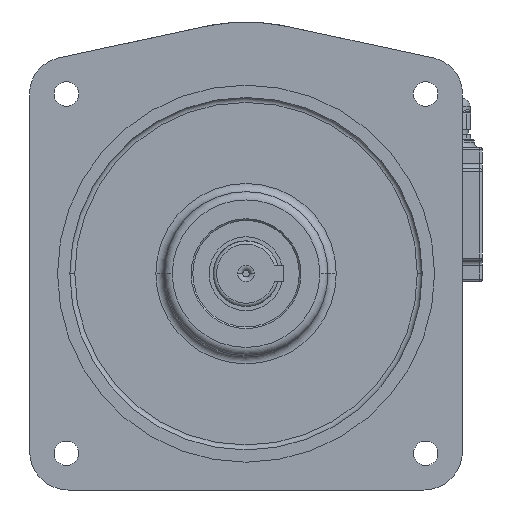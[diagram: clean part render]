
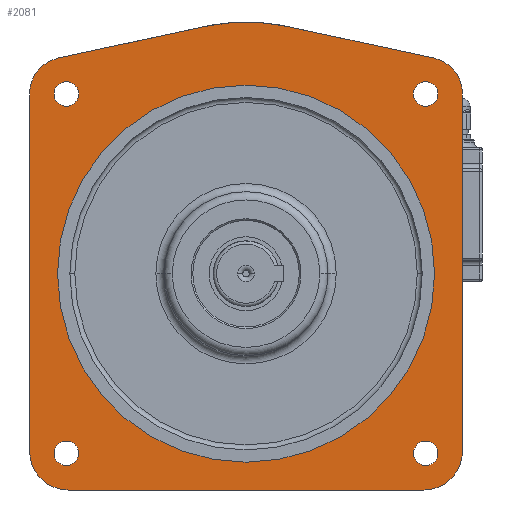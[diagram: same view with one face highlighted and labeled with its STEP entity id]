
A CAD part, left-side view. The second image highlights one B-rep face of the part: STEP entity #2081.
In plain terms, the highlighted planar face has unit normal (-1, 0, 0).
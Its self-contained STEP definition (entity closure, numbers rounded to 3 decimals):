
#208=CARTESIAN_POINT('',(-0.23,0.,0.));
#209=DIRECTION('',(1.,0.,0.));
#210=DIRECTION('',(0.,0.211,0.978));
#211=AXIS2_PLACEMENT_3D('',#208,#209,#210);
#398=DIRECTION('',(0.,0.,1.));
#399=VECTOR('',#398,215.926);
#400=CARTESIAN_POINT('',(-0.23,-132.,-144.5));
#401=LINE('',#400,#399);
#406=CARTESIAN_POINT('',(-0.23,0.,-36.04));
#407=DIRECTION('',(1.,0.,0.));
#408=DIRECTION('',(0.,1.,0.));
#409=AXIS2_PLACEMENT_3D('',#406,#407,#408);
#411=CARTESIAN_POINT('',(-0.23,0.,-36.04));
#412=DIRECTION('',(1.,0.,0.));
#413=DIRECTION('',(0.,-1.,0.));
#414=AXIS2_PLACEMENT_3D('',#411,#412,#413);
#915=DIRECTION('',(0.,0.978,0.211));
#916=VECTOR('',#915,91.645);
#917=CARTESIAN_POINT('',(-0.23,-114.342,95.557));
#918=LINE('',#917,#916);
#923=CARTESIAN_POINT('',(-0.23,-109.602,73.562));
#924=DIRECTION('',(-1.,0.,0.));
#925=DIRECTION('',(0.,-0.995,-0.095));
#926=AXIS2_PLACEMENT_3D('',#923,#924,#925);
#936=CARTESIAN_POINT('',(-0.23,-108.5,-144.5));
#937=DIRECTION('',(1.,0.,0.));
#938=DIRECTION('',(0.,-1.,0.));
#939=AXIS2_PLACEMENT_3D('',#936,#937,#938);
#945=DIRECTION('',(0.,-1.,0.));
#946=VECTOR('',#945,217.);
#947=CARTESIAN_POINT('',(-0.23,108.5,-168.));
#948=LINE('',#947,#946);
#1043=DIRECTION('',(0.,0.,-1.));
#1044=VECTOR('',#1043,215.926);
#1045=CARTESIAN_POINT('',(-0.23,132.,71.426));
#1046=LINE('',#1045,#1044);
#1051=CARTESIAN_POINT('',(-0.23,108.5,-144.5));
#1052=DIRECTION('',(1.,0.,0.));
#1053=DIRECTION('',(0.,0.,-1.));
#1054=AXIS2_PLACEMENT_3D('',#1051,#1052,#1053);
#1060=CARTESIAN_POINT('',(-0.23,109.602,73.562));
#1061=DIRECTION('',(-1.,0.,0.));
#1062=DIRECTION('',(0.,0.211,0.978));
#1063=AXIS2_PLACEMENT_3D('',#1060,#1061,#1062);
#1073=DIRECTION('',(0.,0.978,-0.211));
#1074=VECTOR('',#1073,91.645);
#1075=CARTESIAN_POINT('',(-0.23,24.753,114.863));
#1076=LINE('',#1075,#1074);
#1085=CARTESIAN_POINT('',(-0.23,109.602,-145.642));
#1086=DIRECTION('',(-1.,0.,0.));
#1087=DIRECTION('',(0.,1.,0.));
#1088=AXIS2_PLACEMENT_3D('',#1085,#1086,#1087);
#1094=CARTESIAN_POINT('',(-0.23,109.602,-145.642));
#1095=DIRECTION('',(-1.,0.,0.));
#1096=DIRECTION('',(0.,-1.,0.));
#1097=AXIS2_PLACEMENT_3D('',#1094,#1095,#1096);
#1103=CARTESIAN_POINT('',(-0.23,109.602,73.562));
#1104=DIRECTION('',(-1.,0.,0.));
#1105=DIRECTION('',(0.,0.,1.));
#1106=AXIS2_PLACEMENT_3D('',#1103,#1104,#1105);
#1112=CARTESIAN_POINT('',(-0.23,109.602,73.562));
#1113=DIRECTION('',(-1.,0.,0.));
#1114=DIRECTION('',(0.,0.,-1.));
#1115=AXIS2_PLACEMENT_3D('',#1112,#1113,#1114);
#1131=CARTESIAN_POINT('',(-0.23,-109.602,-145.642));
#1132=DIRECTION('',(-1.,0.,0.));
#1133=DIRECTION('',(0.,0.,-1.));
#1134=AXIS2_PLACEMENT_3D('',#1131,#1132,#1133);
#1140=CARTESIAN_POINT('',(-0.23,-109.602,-145.642));
#1141=DIRECTION('',(-1.,0.,0.));
#1142=DIRECTION('',(0.,0.,1.));
#1143=AXIS2_PLACEMENT_3D('',#1140,#1141,#1142);
#1149=CARTESIAN_POINT('',(-0.23,-109.602,73.562));
#1150=DIRECTION('',(-1.,0.,0.));
#1151=DIRECTION('',(0.,-1.,0.));
#1152=AXIS2_PLACEMENT_3D('',#1149,#1150,#1151);
#1158=CARTESIAN_POINT('',(-0.23,-109.602,73.562));
#1159=DIRECTION('',(-1.,0.,0.));
#1160=DIRECTION('',(0.,1.,0.));
#1161=AXIS2_PLACEMENT_3D('',#1158,#1159,#1160);
#1505=CARTESIAN_POINT('',(-0.23,115.,-36.04));
#1506=CARTESIAN_POINT('',(-0.23,-115.,-36.04));
#1507=VERTEX_POINT('',#1505);
#1508=VERTEX_POINT('',#1506);
#1509=CARTESIAN_POINT('',(-0.23,24.753,114.863));
#1510=CARTESIAN_POINT('',(-0.23,-24.753,114.863));
#1511=VERTEX_POINT('',#1509);
#1512=VERTEX_POINT('',#1510);
#1513=CARTESIAN_POINT('',(-0.23,-132.,-144.5));
#1514=CARTESIAN_POINT('',(-0.23,-132.,71.426));
#1515=VERTEX_POINT('',#1513);
#1516=VERTEX_POINT('',#1514);
#1517=CARTESIAN_POINT('',(-0.23,-114.342,95.557));
#1518=VERTEX_POINT('',#1517);
#1519=CARTESIAN_POINT('',(-0.23,114.342,95.557));
#1520=VERTEX_POINT('',#1519);
#1521=CARTESIAN_POINT('',(-0.23,132.,71.426));
#1522=VERTEX_POINT('',#1521);
#1523=CARTESIAN_POINT('',(-0.23,132.,-144.5));
#1524=VERTEX_POINT('',#1523);
#1525=CARTESIAN_POINT('',(-0.23,108.5,-168.));
#1526=CARTESIAN_POINT('',(-0.23,-108.5,-168.));
#1527=VERTEX_POINT('',#1525);
#1528=VERTEX_POINT('',#1526);
#1529=CARTESIAN_POINT('',(-0.23,117.102,-145.642));
#1530=CARTESIAN_POINT('',(-0.23,102.102,-145.642));
#1531=VERTEX_POINT('',#1529);
#1532=VERTEX_POINT('',#1530);
#1533=CARTESIAN_POINT('',(-0.23,-109.602,-153.142));
#1534=CARTESIAN_POINT('',(-0.23,-109.602,-138.142));
#1535=VERTEX_POINT('',#1533);
#1536=VERTEX_POINT('',#1534);
#1537=CARTESIAN_POINT('',(-0.23,-117.102,73.562));
#1538=CARTESIAN_POINT('',(-0.23,-102.102,73.562));
#1539=VERTEX_POINT('',#1537);
#1540=VERTEX_POINT('',#1538);
#1541=CARTESIAN_POINT('',(-0.23,109.602,81.062));
#1542=CARTESIAN_POINT('',(-0.23,109.602,66.062));
#1543=VERTEX_POINT('',#1541);
#1544=VERTEX_POINT('',#1542);
#2026=CARTESIAN_POINT('',(-0.23,0.,0.));
#2027=DIRECTION('',(-1.,0.,0.));
#2028=DIRECTION('',(0.,1.,0.));
#2029=AXIS2_PLACEMENT_3D('',#2026,#2027,#2028);
#2030=PLANE('',#2029);
#2031=ORIENTED_EDGE('',*,*,#1818,.T.);
#2033=ORIENTED_EDGE('',*,*,#2032,.F.);
#2035=ORIENTED_EDGE('',*,*,#2034,.F.);
#2036=ORIENTED_EDGE('',*,*,#2012,.F.);
#2038=ORIENTED_EDGE('',*,*,#2037,.T.);
#2040=ORIENTED_EDGE('',*,*,#2039,.F.);
#2042=ORIENTED_EDGE('',*,*,#2041,.T.);
#2044=ORIENTED_EDGE('',*,*,#2043,.F.);
#2046=ORIENTED_EDGE('',*,*,#2045,.F.);
#2048=ORIENTED_EDGE('',*,*,#2047,.F.);
#2049=EDGE_LOOP('',(#2031,#2033,#2035,#2036,#2038,#2040,#2042,#2044,#2046,
#2048));
#2050=FACE_OUTER_BOUND('',#2049,.F.);
#2052=ORIENTED_EDGE('',*,*,#2051,.F.);
#2054=ORIENTED_EDGE('',*,*,#2053,.F.);
#2055=EDGE_LOOP('',(#2052,#2054));
#2056=FACE_BOUND('',#2055,.F.);
#2058=ORIENTED_EDGE('',*,*,#2057,.T.);
#2060=ORIENTED_EDGE('',*,*,#2059,.T.);
#2061=EDGE_LOOP('',(#2058,#2060));
#2062=FACE_BOUND('',#2061,.F.);
#2064=ORIENTED_EDGE('',*,*,#2063,.T.);
#2066=ORIENTED_EDGE('',*,*,#2065,.T.);
#2067=EDGE_LOOP('',(#2064,#2066));
#2068=FACE_BOUND('',#2067,.F.);
#2070=ORIENTED_EDGE('',*,*,#2069,.T.);
#2072=ORIENTED_EDGE('',*,*,#2071,.T.);
#2073=EDGE_LOOP('',(#2070,#2072));
#2074=FACE_BOUND('',#2073,.F.);
#2076=ORIENTED_EDGE('',*,*,#2075,.T.);
#2078=ORIENTED_EDGE('',*,*,#2077,.T.);
#2079=EDGE_LOOP('',(#2076,#2078));
#2080=FACE_BOUND('',#2079,.F.);
#2081=ADVANCED_FACE('',(#2050,#2056,#2062,#2068,#2074,#2080),#2030,.T.);
#212=CIRCLE('',#211,117.5);
#410=CIRCLE('',#409,115.);
#415=CIRCLE('',#414,115.);
#927=CIRCLE('',#926,22.5);
#940=CIRCLE('',#939,23.5);
#1055=CIRCLE('',#1054,23.5);
#1064=CIRCLE('',#1063,22.5);
#1089=CIRCLE('',#1088,7.5);
#1098=CIRCLE('',#1097,7.5);
#1107=CIRCLE('',#1106,7.5);
#1116=CIRCLE('',#1115,7.5);
#1135=CIRCLE('',#1134,7.5);
#1144=CIRCLE('',#1143,7.5);
#1153=CIRCLE('',#1152,7.5);
#1162=CIRCLE('',#1161,7.5);
#1818=EDGE_CURVE('',#1511,#1512,#212,.T.);
#2012=EDGE_CURVE('',#1515,#1516,#401,.T.);
#2032=EDGE_CURVE('',#1518,#1512,#918,.T.);
#2034=EDGE_CURVE('',#1516,#1518,#927,.T.);
#2037=EDGE_CURVE('',#1515,#1528,#940,.T.);
#2039=EDGE_CURVE('',#1527,#1528,#948,.T.);
#2041=EDGE_CURVE('',#1527,#1524,#1055,.T.);
#2043=EDGE_CURVE('',#1522,#1524,#1046,.T.);
#2045=EDGE_CURVE('',#1520,#1522,#1064,.T.);
#2047=EDGE_CURVE('',#1511,#1520,#1076,.T.);
#2051=EDGE_CURVE('',#1507,#1508,#410,.T.);
#2053=EDGE_CURVE('',#1508,#1507,#415,.T.);
#2057=EDGE_CURVE('',#1531,#1532,#1089,.T.);
#2059=EDGE_CURVE('',#1532,#1531,#1098,.T.);
#2063=EDGE_CURVE('',#1535,#1536,#1135,.T.);
#2065=EDGE_CURVE('',#1536,#1535,#1144,.T.);
#2069=EDGE_CURVE('',#1539,#1540,#1153,.T.);
#2071=EDGE_CURVE('',#1540,#1539,#1162,.T.);
#2075=EDGE_CURVE('',#1543,#1544,#1107,.T.);
#2077=EDGE_CURVE('',#1544,#1543,#1116,.T.);
